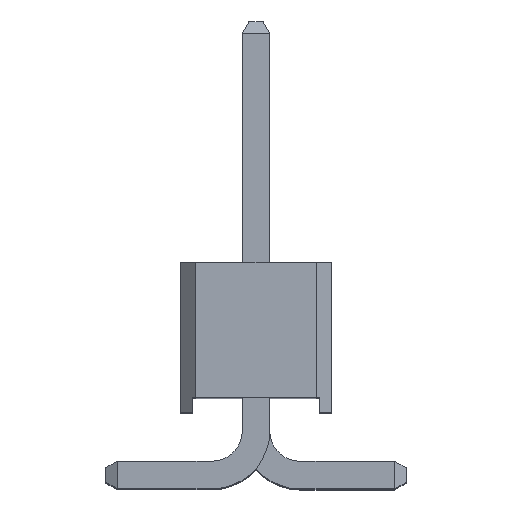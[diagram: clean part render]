
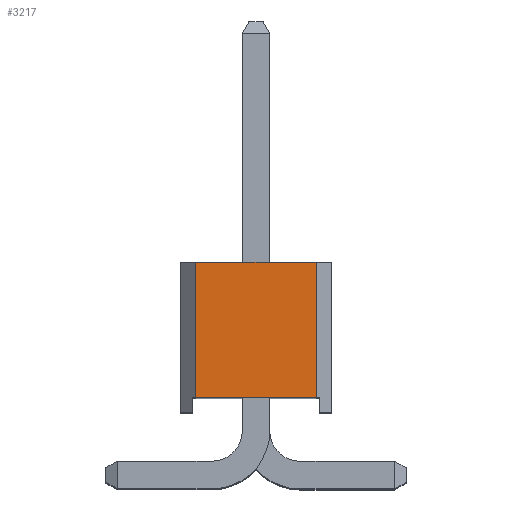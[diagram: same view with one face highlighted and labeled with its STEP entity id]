
A CAD part, top view. The second image highlights one B-rep face of the part: STEP entity #3217.
In plain terms, the highlighted planar face has unit normal (0, 0, 1).
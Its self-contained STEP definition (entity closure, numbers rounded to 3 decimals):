
#2823=VERTEX_POINT('',#6351);
#3069=VERTEX_POINT('',#6632);
#3217=ADVANCED_FACE('',(#6789),#6790,.T.);
#3955=EDGE_CURVE('',#4711,#2823,#7604,.T.);
#4409=EDGE_CURVE('',#4711,#3069,#8115,.T.);
#4543=EDGE_CURVE('',#2823,#5033,#8258,.T.);
#4573=EDGE_CURVE('',#3069,#5033,#8289,.T.);
#4711=VERTEX_POINT('',#8433);
#5033=VERTEX_POINT('',#8781);
#6351=CARTESIAN_POINT('',(1.0,0.25,12.065));
#6632=CARTESIAN_POINT('',(-1.0,2.5,12.065));
#6789=FACE_OUTER_BOUND('',#11192,.T.);
#6790=PLANE('',#11193);
#7604=LINE('',#12389,#12390);
#8115=LINE('',#13100,#13101);
#8258=LINE('',#13320,#13321);
#8289=LINE('',#13363,#13364);
#8433=CARTESIAN_POINT('',(-1.0,0.25,12.065));
#8781=CARTESIAN_POINT('',(1.0,2.5,12.065));
#11192=EDGE_LOOP('',(#16014,#16015,#16016,#16017));
#11193=AXIS2_PLACEMENT_3D('',#16018,#16019,#16020);
#12389=CARTESIAN_POINT('',(-1.0,0.25,12.065));
#12390=VECTOR('',#16876,2.0);
#13100=CARTESIAN_POINT('',(-1.0,0.25,12.065));
#13101=VECTOR('',#17480,2.25);
#13320=CARTESIAN_POINT('',(1.0,0.25,12.065));
#13321=VECTOR('',#17603,2.25);
#13363=CARTESIAN_POINT('',(-1.0,2.5,12.065));
#13364=VECTOR('',#17617,2.0);
#16014=ORIENTED_EDGE('',*,*,#4543,.T.);
#16015=ORIENTED_EDGE('',*,*,#4573,.F.);
#16016=ORIENTED_EDGE('',*,*,#4409,.F.);
#16017=ORIENTED_EDGE('',*,*,#3955,.T.);
#16018=CARTESIAN_POINT('',(-1.0,0.0,12.065));
#16019=DIRECTION('',(0.0,0.0,1.0));
#16020=DIRECTION('',(1.0,-0.0,0.0));
#16876=DIRECTION('',(1.0,0.0,0.0));
#17480=DIRECTION('',(0.0,1.0,0.0));
#17603=DIRECTION('',(0.0,1.0,0.0));
#17617=DIRECTION('',(1.0,0.0,0.0));
